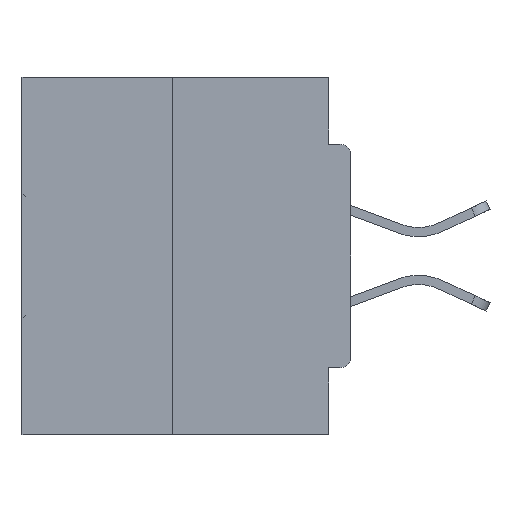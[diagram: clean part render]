
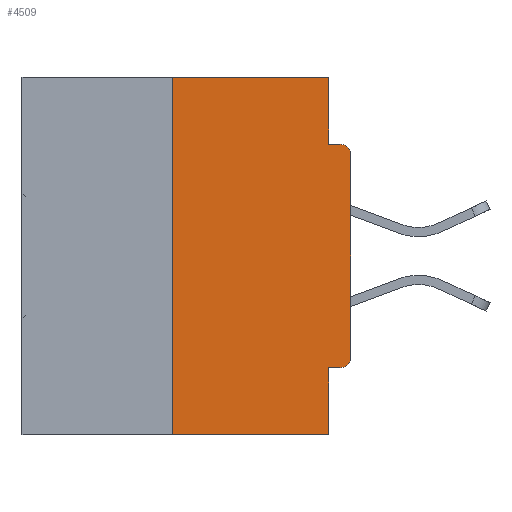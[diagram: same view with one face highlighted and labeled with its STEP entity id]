
A CAD part, left-side view. The second image highlights one B-rep face of the part: STEP entity #4509.
In plain terms, the highlighted planar face has unit normal (-1, 0, 0).
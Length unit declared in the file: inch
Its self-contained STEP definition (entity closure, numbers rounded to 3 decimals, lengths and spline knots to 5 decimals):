
#520 = VECTOR ( 'NONE', #38532, 39.37008 ) ;
#749 = EDGE_CURVE ( 'NONE', #33440, #5919, #38743, .T. ) ;
#1604 = CARTESIAN_POINT ( 'NONE',  ( 0., 0.015, -0.3915 ) ) ;
#2031 = AXIS2_PLACEMENT_3D ( 'NONE', #9595, #16114, #33093 ) ;
#2563 = LINE ( 'NONE', #4861, #520 ) ;
#2860 = DIRECTION ( 'NONE',  ( 0., 0., -1. ) ) ;
#3175 = CIRCLE ( 'NONE', #11317, 0.015 ) ;
#3583 = VECTOR ( 'NONE', #31446, 39.37008 ) ;
#3791 = LINE ( 'NONE', #3796, #42608 ) ;
#3796 = CARTESIAN_POINT ( 'NONE',  ( 0., 0., 0. ) ) ;
#4405 = EDGE_CURVE ( 'NONE', #5994, #7243, #33261, .T. ) ;
#4509 = ADVANCED_FACE ( 'NONE', ( #7372 ), #9881, .F. ) ;
#4861 = CARTESIAN_POINT ( 'NONE',  ( 0., 0., -0.0935 ) ) ;
#5165 = VECTOR ( 'NONE', #15928, 39.37008 ) ;
#5179 = ORIENTED_EDGE ( 'NONE', *, *, #18957, .T. ) ;
#5919 = VERTEX_POINT ( 'NONE', #24854 ) ;
#5925 = VECTOR ( 'NONE', #22362, 39.37008 ) ;
#5994 = VERTEX_POINT ( 'NONE', #23217 ) ;
#6267 = EDGE_CURVE ( 'NONE', #7243, #37895, #41896, .T. ) ;
#7243 = VERTEX_POINT ( 'NONE', #19238 ) ;
#7372 = FACE_OUTER_BOUND ( 'NONE', #7460, .T. ) ;
#7438 = ORIENTED_EDGE ( 'NONE', *, *, #40615, .T. ) ;
#7460 = EDGE_LOOP ( 'NONE', ( #39427, #25196, #5179, #19023, #23872, #17085, #19848, #7438, #16405, #14673 ) ) ;
#7890 = CARTESIAN_POINT ( 'NONE',  ( 0., 0., -0.3915 ) ) ;
#8513 = DIRECTION ( 'NONE',  ( -1., 0., 0. ) ) ;
#9595 = CARTESIAN_POINT ( 'NONE',  ( 0., 0.46, 0. ) ) ;
#9881 = PLANE ( 'NONE',  #2031 ) ;
#10602 = VERTEX_POINT ( 'NONE', #41146 ) ;
#10859 = EDGE_CURVE ( 'NONE', #5919, #33551, #33105, .T. ) ;
#11317 = AXIS2_PLACEMENT_3D ( 'NONE', #29335, #32680, #39248 ) ;
#11453 = VECTOR ( 'NONE', #39232, 39.37008 ) ;
#12664 = CARTESIAN_POINT ( 'NONE',  ( 0., 0.031, 0. ) ) ;
#14260 = EDGE_CURVE ( 'NONE', #19104, #33757, #3791, .T. ) ;
#14673 = ORIENTED_EDGE ( 'NONE', *, *, #10859, .F. ) ;
#14966 = VERTEX_POINT ( 'NONE', #30144 ) ;
#15585 = CARTESIAN_POINT ( 'NONE',  ( 0., 0.031, -0.5 ) ) ;
#15928 = DIRECTION ( 'NONE',  ( 0., 0., -1. ) ) ;
#16114 = DIRECTION ( 'NONE',  ( 1., 0., 0. ) ) ;
#16405 = ORIENTED_EDGE ( 'NONE', *, *, #17132, .F. ) ;
#16677 = DIRECTION ( 'NONE',  ( 0., 0., 1. ) ) ;
#17085 = ORIENTED_EDGE ( 'NONE', *, *, #20061, .T. ) ;
#17132 = EDGE_CURVE ( 'NONE', #33551, #10602, #2563, .T. ) ;
#18498 = AXIS2_PLACEMENT_3D ( 'NONE', #1604, #8513, #31851 ) ;
#18911 = LINE ( 'NONE', #22513, #5925 ) ;
#18957 = EDGE_CURVE ( 'NONE', #14966, #37895, #40695, .T. ) ;
#19023 = ORIENTED_EDGE ( 'NONE', *, *, #6267, .F. ) ;
#19104 = VERTEX_POINT ( 'NONE', #7890 ) ;
#19238 = CARTESIAN_POINT ( 'NONE',  ( 0., 0.031, -0.4065 ) ) ;
#19411 = EDGE_CURVE ( 'NONE', #14966, #33440, #18911, .T. ) ;
#19848 = ORIENTED_EDGE ( 'NONE', *, *, #14260, .T. ) ;
#20061 = EDGE_CURVE ( 'NONE', #5994, #19104, #34407, .T. ) ;
#22221 = VECTOR ( 'NONE', #2860, 39.37008 ) ;
#22362 = DIRECTION ( 'NONE',  ( 0., 0., 1. ) ) ;
#22404 = CARTESIAN_POINT ( 'NONE',  ( 0., 0.25, 0. ) ) ;
#22513 = CARTESIAN_POINT ( 'NONE',  ( 0., 0.25, 0. ) ) ;
#23217 = CARTESIAN_POINT ( 'NONE',  ( 0., 0.015, -0.4065 ) ) ;
#23872 = ORIENTED_EDGE ( 'NONE', *, *, #4405, .F. ) ;
#24097 = DIRECTION ( 'NONE',  ( 0., -1., 0. ) ) ;
#24854 = CARTESIAN_POINT ( 'NONE',  ( 0., 0.031, 0. ) ) ;
#25196 = ORIENTED_EDGE ( 'NONE', *, *, #19411, .F. ) ;
#29335 = CARTESIAN_POINT ( 'NONE',  ( 0., 0.015, -0.1085 ) ) ;
#29745 = CARTESIAN_POINT ( 'NONE',  ( 0., 0., -0.4065 ) ) ;
#30144 = CARTESIAN_POINT ( 'NONE',  ( 0., 0.25, -0.5 ) ) ;
#30927 = VECTOR ( 'NONE', #24097, 39.37008 ) ;
#31446 = DIRECTION ( 'NONE',  ( 0., -1., 0. ) ) ;
#31537 = CARTESIAN_POINT ( 'NONE',  ( 0., 0., -0.1085 ) ) ;
#31851 = DIRECTION ( 'NONE',  ( 0., 0., -1. ) ) ;
#32680 = DIRECTION ( 'NONE',  ( -1., 0., 0. ) ) ;
#33093 = DIRECTION ( 'NONE',  ( 0., 0., -1. ) ) ;
#33105 = LINE ( 'NONE', #12664, #22221 ) ;
#33261 = LINE ( 'NONE', #29745, #11453 ) ;
#33440 = VERTEX_POINT ( 'NONE', #22404 ) ;
#33519 = CARTESIAN_POINT ( 'NONE',  ( 0., 0.46, -0.5 ) ) ;
#33551 = VERTEX_POINT ( 'NONE', #42451 ) ;
#33757 = VERTEX_POINT ( 'NONE', #31537 ) ;
#34407 = CIRCLE ( 'NONE', #18498, 0.015 ) ;
#34627 = CARTESIAN_POINT ( 'NONE',  ( 0., 0.46, 0. ) ) ;
#35515 = CARTESIAN_POINT ( 'NONE',  ( 0., 0.031, -0.5 ) ) ;
#37895 = VERTEX_POINT ( 'NONE', #15585 ) ;
#38532 = DIRECTION ( 'NONE',  ( 0., -1., 0. ) ) ;
#38743 = LINE ( 'NONE', #34627, #3583 ) ;
#39232 = DIRECTION ( 'NONE',  ( 0., 1., 0. ) ) ;
#39248 = DIRECTION ( 'NONE',  ( 0., 0., -1. ) ) ;
#39427 = ORIENTED_EDGE ( 'NONE', *, *, #749, .F. ) ;
#40615 = EDGE_CURVE ( 'NONE', #33757, #10602, #3175, .T. ) ;
#40695 = LINE ( 'NONE', #33519, #30927 ) ;
#41146 = CARTESIAN_POINT ( 'NONE',  ( 0., 0.015, -0.0935 ) ) ;
#41896 = LINE ( 'NONE', #35515, #5165 ) ;
#42451 = CARTESIAN_POINT ( 'NONE',  ( 0., 0.031, -0.0935 ) ) ;
#42608 = VECTOR ( 'NONE', #16677, 39.37008 ) ;
